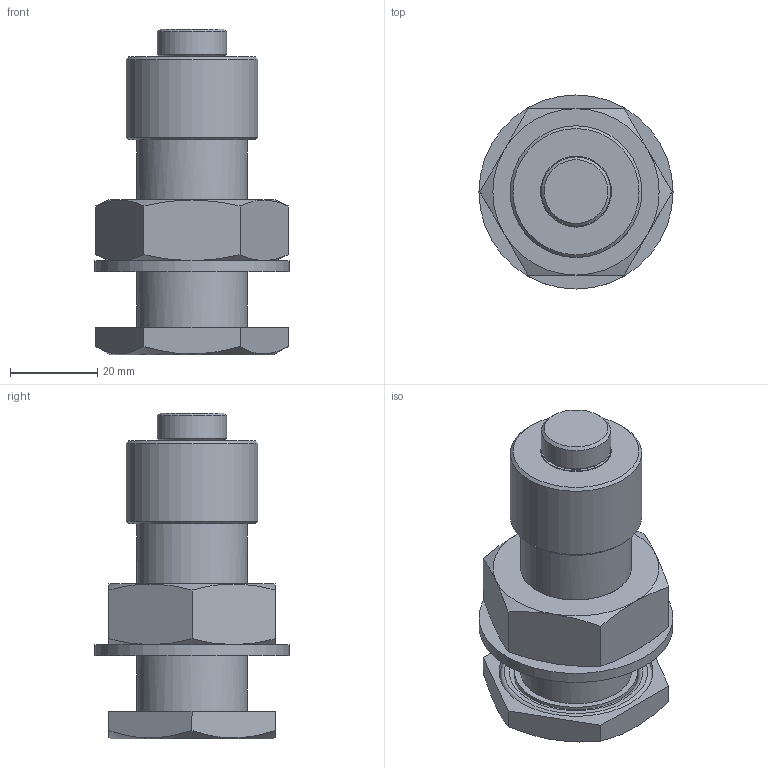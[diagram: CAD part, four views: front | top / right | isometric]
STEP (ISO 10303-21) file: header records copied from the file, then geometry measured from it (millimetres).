
FILE_DESCRIPTION(/* description */ (''),/* implementation_level */ '2;1');
FILE_NAME(/* name */ '2000052a.stp',/* time_stamp */ '2019-07-15T09:57:16-04:00',/* author */ ('Glen_C'),/* organization */ (''),/* preprocessor_version */ 'ST-DEVELOPER v16.13',/* originating_system */ 'Autodesk Inventor 2018',/* authorisation */ '');
FILE_SCHEMA (('AUTOMOTIVE_DESIGN { 1 0 10303 214 3 1 1 }'));
Length unit declared in the file: inch
Products named in the file (1): 2000052_S
Bounding box: 44.45 x 44.45 x 74.63 mm (x, y, z)
Volume: 52703.8 mm3; surface area: 17020.4 mm2
Topology: 1 solids, 1 shells, 88 faces, 183 edges, 112 vertices
Faces by surface type: plane 32, cone 27, cylinder 21, torus 8
Full cylindrical faces by diameter (mm): 9.398 x1, 9.525 x1, 9.906 x2, 12.7 x1, 12.827 x1, 15.875 x2, 16.256 x1, 25.349 x2, 25.4 x2, 28.194 x1, 28.372 x1, 30.15 x1, 34.925 x1, 35.306 x1, 44.45 x1
Entity records: 2888 total; most frequent: CARTESIAN_POINT 1070, DIRECTION 354, ORIENTED_EDGE 286, AXIS2_PLACEMENT_3D 167, EDGE_CURVE 143, EDGE_LOOP 142, VERTEX_POINT 107, STYLED_ITEM 89
